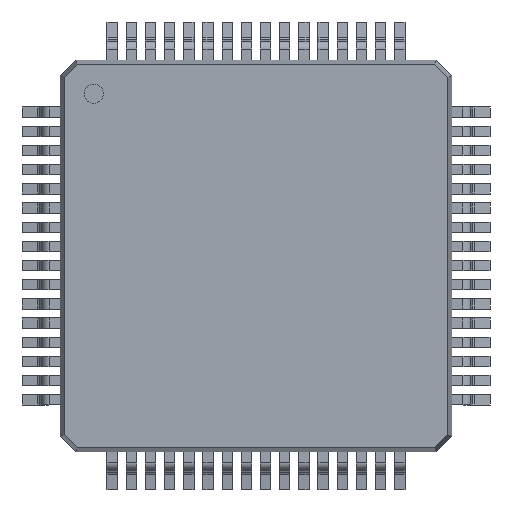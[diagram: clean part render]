
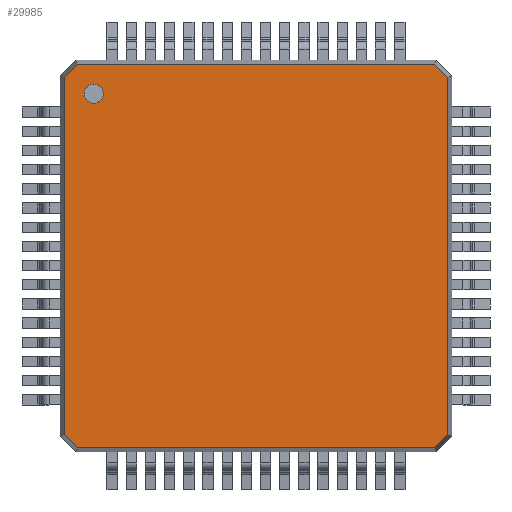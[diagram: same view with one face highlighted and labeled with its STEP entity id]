
A CAD part, top view. The second image highlights one B-rep face of the part: STEP entity #29985.
In plain terms, the highlighted planar face has unit normal (0, 0, 1).
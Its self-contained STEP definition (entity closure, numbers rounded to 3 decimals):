
#29416=CARTESIAN_POINT('',(-3.979,4.229,1.2));
#29417=VERTEX_POINT('',#29416);
#29426=CARTESIAN_POINT('',(-4.479,4.229,1.2));
#29427=VERTEX_POINT('',#29426);
#29428=CARTESIAN_POINT('',(-4.229,4.229,1.2));
#29429=DIRECTION('',(0.0,0.0,-1.0));
#29430=DIRECTION('',(1.0,0.0,0.0));
#29431=AXIS2_PLACEMENT_3D('',#29428,#29429,#29430);
#29432=CIRCLE('',#29431,0.25);
#29433=EDGE_CURVE('',#29427,#29417,#29432,.T.);
#29467=CARTESIAN_POINT('',(-4.229,4.229,1.2));
#29468=DIRECTION('',(0.0,0.0,-1.0));
#29469=DIRECTION('',(1.0,0.0,0.0));
#29470=AXIS2_PLACEMENT_3D('',#29467,#29468,#29469);
#29471=CIRCLE('',#29470,0.25);
#29472=EDGE_CURVE('',#29417,#29427,#29471,.T.);
#29893=CARTESIAN_POINT('',(-5.0,-4.659,1.2));
#29894=VERTEX_POINT('',#29893);
#29902=CARTESIAN_POINT('',(-4.659,-5.0,1.2));
#29903=VERTEX_POINT('',#29902);
#29910=CARTESIAN_POINT('',(-4.659,-5.0,1.2));
#29911=DIRECTION('',(-0.707,0.707,0.0));
#29912=VECTOR('',#29911,0.483);
#29913=LINE('',#29910,#29912);
#29914=EDGE_CURVE('',#29903,#29894,#29913,.T.);
#29919=CARTESIAN_POINT('',(0.,0.,1.2));
#29920=DIRECTION('',(0.0,0.0,1.0));
#29921=DIRECTION('',(1.0,0.0,0.0));
#29922=AXIS2_PLACEMENT_3D('',#29919,#29920,#29921);
#29923=PLANE('',#29922);
#29924=ORIENTED_EDGE('',*,*,#29914,.F.);
#29925=CARTESIAN_POINT('',(4.659,-5.0,1.2));
#29926=VERTEX_POINT('',#29925);
#29927=CARTESIAN_POINT('',(4.659,-5.0,1.2));
#29928=DIRECTION('',(-1.0,0.0,0.0));
#29929=VECTOR('',#29928,9.317);
#29930=LINE('',#29927,#29929);
#29931=EDGE_CURVE('',#29926,#29903,#29930,.T.);
#29932=ORIENTED_EDGE('',*,*,#29931,.F.);
#29933=CARTESIAN_POINT('',(5.,-4.659,1.2));
#29934=VERTEX_POINT('',#29933);
#29935=CARTESIAN_POINT('',(5.,-4.659,1.2));
#29936=DIRECTION('',(-0.707,-0.707,0.0));
#29937=VECTOR('',#29936,0.483);
#29938=LINE('',#29935,#29937);
#29939=EDGE_CURVE('',#29934,#29926,#29938,.T.);
#29940=ORIENTED_EDGE('',*,*,#29939,.F.);
#29941=CARTESIAN_POINT('',(5.0,4.659,1.2));
#29942=VERTEX_POINT('',#29941);
#29943=CARTESIAN_POINT('',(5.0,4.659,1.2));
#29944=DIRECTION('',(0.0,-1.0,0.0));
#29945=VECTOR('',#29944,9.317);
#29946=LINE('',#29943,#29945);
#29947=EDGE_CURVE('',#29942,#29934,#29946,.T.);
#29948=ORIENTED_EDGE('',*,*,#29947,.F.);
#29949=CARTESIAN_POINT('',(4.659,5.0,1.2));
#29950=VERTEX_POINT('',#29949);
#29951=CARTESIAN_POINT('',(4.659,5.0,1.2));
#29952=DIRECTION('',(0.707,-0.707,0.0));
#29953=VECTOR('',#29952,0.483);
#29954=LINE('',#29951,#29953);
#29955=EDGE_CURVE('',#29950,#29942,#29954,.T.);
#29956=ORIENTED_EDGE('',*,*,#29955,.F.);
#29957=CARTESIAN_POINT('',(-4.659,5.0,1.2));
#29958=VERTEX_POINT('',#29957);
#29959=CARTESIAN_POINT('',(-4.659,5.0,1.2));
#29960=DIRECTION('',(1.0,0.0,0.0));
#29961=VECTOR('',#29960,9.317);
#29962=LINE('',#29959,#29961);
#29963=EDGE_CURVE('',#29958,#29950,#29962,.T.);
#29964=ORIENTED_EDGE('',*,*,#29963,.F.);
#29965=CARTESIAN_POINT('',(-5.0,4.659,1.2));
#29966=VERTEX_POINT('',#29965);
#29967=CARTESIAN_POINT('',(-5.0,4.659,1.2));
#29968=DIRECTION('',(0.707,0.707,0.0));
#29969=VECTOR('',#29968,0.483);
#29970=LINE('',#29967,#29969);
#29971=EDGE_CURVE('',#29966,#29958,#29970,.T.);
#29972=ORIENTED_EDGE('',*,*,#29971,.F.);
#29973=CARTESIAN_POINT('',(-5.0,-4.659,1.2));
#29974=DIRECTION('',(0.0,1.0,0.0));
#29975=VECTOR('',#29974,9.317);
#29976=LINE('',#29973,#29975);
#29977=EDGE_CURVE('',#29894,#29966,#29976,.T.);
#29978=ORIENTED_EDGE('',*,*,#29977,.F.);
#29979=EDGE_LOOP('',(#29924,#29932,#29940,#29948,#29956,#29964,#29972,#29978));
#29980=FACE_OUTER_BOUND('',#29979,.T.);
#29981=ORIENTED_EDGE('',*,*,#29472,.T.);
#29982=ORIENTED_EDGE('',*,*,#29433,.T.);
#29983=EDGE_LOOP('',(#29981,#29982));
#29984=FACE_BOUND('',#29983,.T.);
#29985=ADVANCED_FACE('',(#29980,#29984),#29923,.T.);
